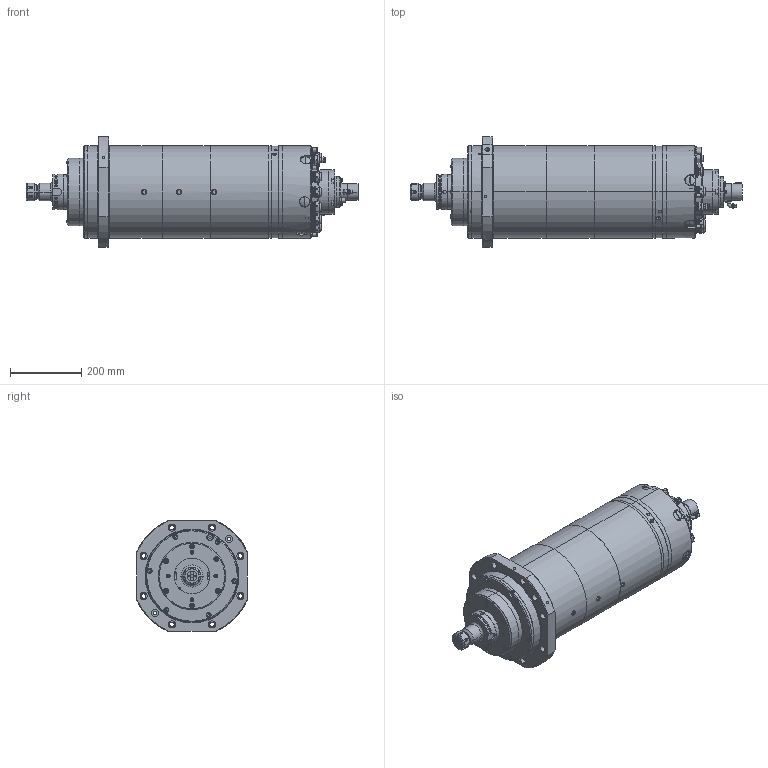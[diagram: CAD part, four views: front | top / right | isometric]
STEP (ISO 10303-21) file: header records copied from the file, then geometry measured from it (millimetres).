
FILE_DESCRIPTION (( 'STEP AP203' ), '1' );
FILE_NAME ('260AI12FHKW-00-.STEP', '2012-11-07T08:38:21', ( '' ), ( '' ), 'SwSTEP 2.0', 'SolidWorks 2012', '' );
FILE_SCHEMA (( 'CONFIG_CONTROL_DESIGN' ));
Products named in the file (1): 260AI12FHKW-00-
Bounding box: 934.26 x 310 x 310 mm (x, y, z)
Surface area: 1000512.4 mm2 (no closed solid volume)
Topology: 0 solids, 185 shells, 1741 faces, 5126 edges, 3573 vertices
Faces by surface type: cylinder 753, plane 653, cone 172, torus 141, bspline 12, sphere 10
Entity records: 62151 total; most frequent: CARTESIAN_POINT 14651, DIRECTION 10751, ORIENTED_EDGE 8412, EDGE_CURVE 5106, AXIS2_PLACEMENT_3D 4200, VERTEX_POINT 3573, CIRCLE 2470, VECTOR 2351
